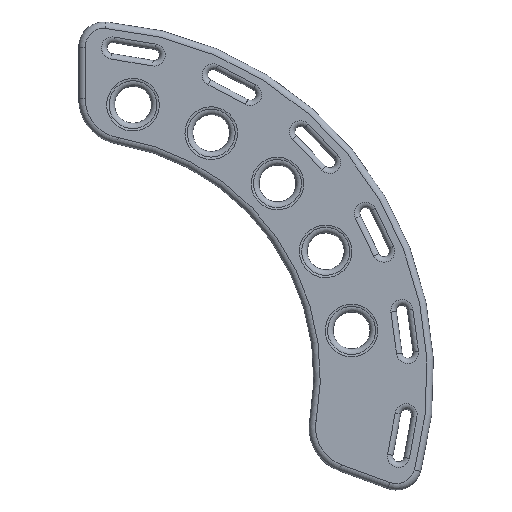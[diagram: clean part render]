
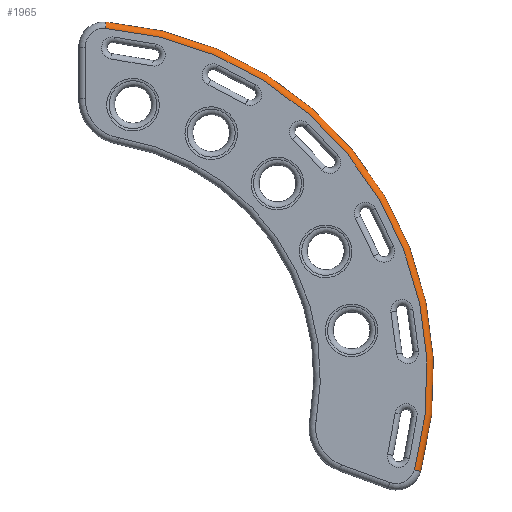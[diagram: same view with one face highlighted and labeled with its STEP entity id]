
A CAD part, top view. The second image highlights one B-rep face of the part: STEP entity #1965.
In plain terms, the highlighted toroidal (fillet/blend) face has major radius 378 mm and minor radius 7 mm.
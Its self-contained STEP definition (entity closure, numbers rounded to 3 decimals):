
#264=TOROIDAL_SURFACE('',#2279,378.,7.);
#447=FACE_OUTER_BOUND('',#637,.T.);
#637=EDGE_LOOP('',(#1747,#1748,#1749,#1750));
#750=CIRCLE('',#2160,378.);
#808=CIRCLE('',#2263,7.);
#817=CIRCLE('',#2278,7.);
#818=CIRCLE('',#2280,385.);
#934=VERTEX_POINT('',#3408);
#940=VERTEX_POINT('',#3420);
#983=VERTEX_POINT('',#3592);
#984=VERTEX_POINT('',#3596);
#1150=EDGE_CURVE('',#934,#940,#750,.T.);
#1236=EDGE_CURVE('',#934,#984,#808,.T.);
#1246=EDGE_CURVE('',#983,#940,#817,.T.);
#1247=EDGE_CURVE('',#983,#984,#818,.T.);
#1747=ORIENTED_EDGE('',*,*,#1236,.F.);
#1748=ORIENTED_EDGE('',*,*,#1150,.T.);
#1749=ORIENTED_EDGE('',*,*,#1246,.F.);
#1750=ORIENTED_EDGE('',*,*,#1247,.T.);
#1965=ADVANCED_FACE('',(#447),#264,.T.);
#2160=AXIS2_PLACEMENT_3D('',#3422,#2704,#2705);
#2263=AXIS2_PLACEMENT_3D('',#3597,#2938,#2939);
#2278=AXIS2_PLACEMENT_3D('',#3615,#2969,#2970);
#2279=AXIS2_PLACEMENT_3D('',#3616,#2971,#2972);
#2280=AXIS2_PLACEMENT_3D('',#3617,#2973,#2974);
#2704=DIRECTION('center_axis',(0.,0.,-1.));
#2705=DIRECTION('ref_axis',(0.819,0.574,0.));
#2938=DIRECTION('center_axis',(-0.997,0.077,0.));
#2939=DIRECTION('ref_axis',(0.,0.,1.));
#2969=DIRECTION('center_axis',(-0.269,-0.963,0.));
#2970=DIRECTION('ref_axis',(0.963,-0.269,0.));
#2971=DIRECTION('center_axis',(0.,0.,1.));
#2972=DIRECTION('ref_axis',(1.,0.,0.));
#2973=DIRECTION('center_axis',(0.,0.,1.));
#2974=DIRECTION('ref_axis',(0.819,0.574,0.));
#3408=CARTESIAN_POINT('',(29.077,376.88,10.));
#3420=CARTESIAN_POINT('',(364.096,-101.577,10.));
#3422=CARTESIAN_POINT('Origin',(0.,0.,
10.));
#3592=CARTESIAN_POINT('',(370.839,-103.458,3.));
#3596=CARTESIAN_POINT('',(29.615,383.859,3.));
#3597=CARTESIAN_POINT('Origin',(29.077,376.88,3.));
#3615=CARTESIAN_POINT('Origin',(364.096,-101.577,3.));
#3616=CARTESIAN_POINT('Origin',(0.,0.,
3.));
#3617=CARTESIAN_POINT('Origin',(0.,0.,
3.));
